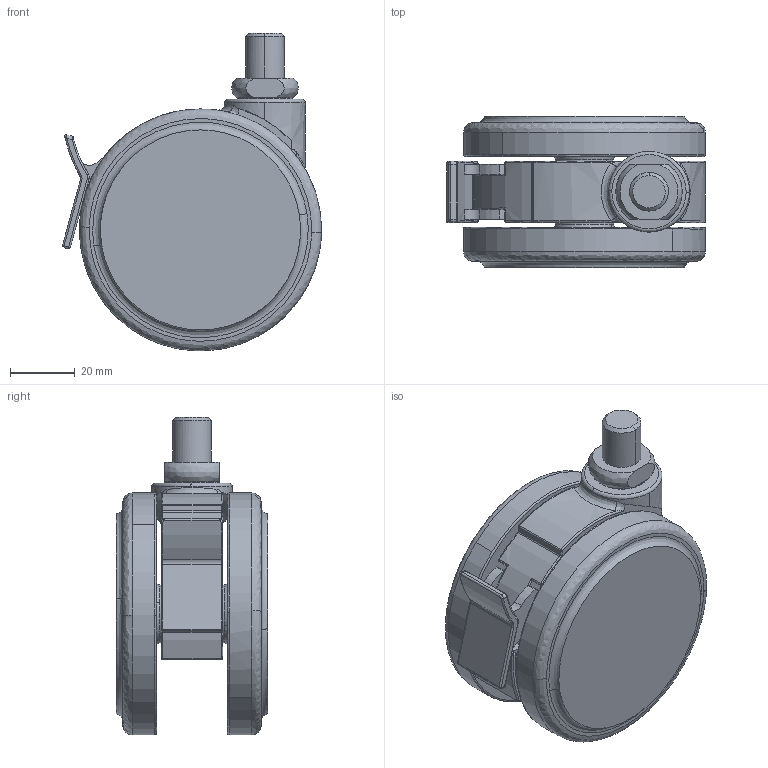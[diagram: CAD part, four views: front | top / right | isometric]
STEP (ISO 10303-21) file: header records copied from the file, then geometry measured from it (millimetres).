
FILE_DESCRIPTION((''),'2;1');
FILE_NAME('','2008-05-01T15:42:55',(''),(''),'','CADfix','');
FILE_SCHEMA(('AUTOMOTIVE_DESIGN { 1 0 10303 214 1 1 1 1 }'));
Length unit declared in the file: millimetre
Bounding box: 80.25 x 47 x 98.5 mm (x, y, z)
Volume: 156170.8 mm3; surface area: 39614.2 mm2
Topology: 5 solids, 5 shells, 260 faces, 687 edges, 446 vertices
Faces by surface type: bspline 260
Entity records: 11139 total; most frequent: CARTESIAN_POINT 7396, ORIENTED_EDGE 1374, EDGE_CURVE 687, VERTEX_POINT 446, EDGE_LOOP 271, FACE_OUTER_BOUND 260, ADVANCED_FACE 260, QUASI_UNIFORM_CURVE 219
